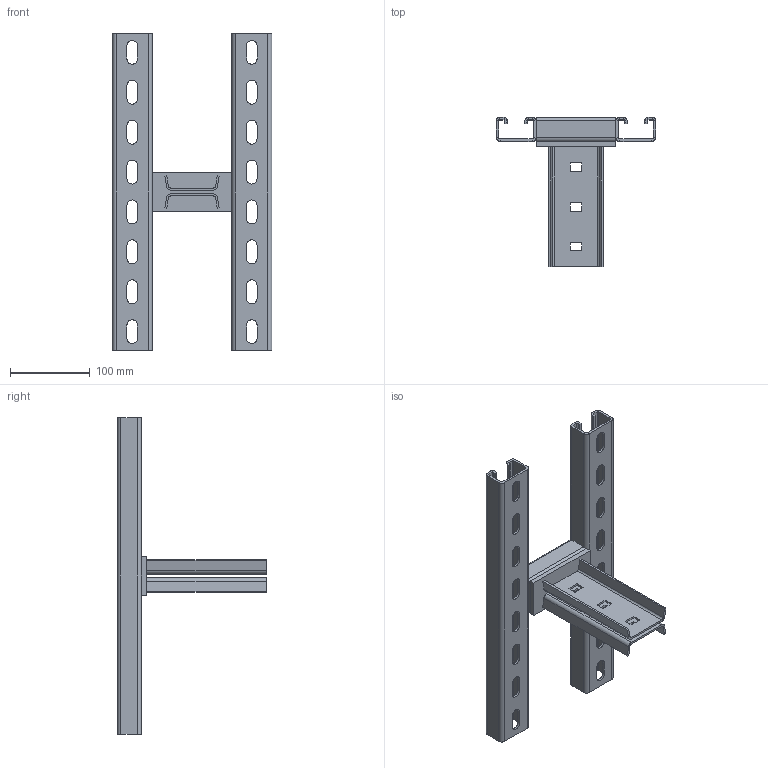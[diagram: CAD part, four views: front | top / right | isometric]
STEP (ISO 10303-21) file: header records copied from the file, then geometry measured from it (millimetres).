
FILE_DESCRIPTION (( 'STEP AP214' ), '1' );
FILE_NAME ('6347032.stp', '2017-12-07T10:19:57', ( '' ), ( '' ), 'SwSTEP 2.0', 'SolidWorks 2016', '' );
FILE_SCHEMA (( 'AUTOMOTIVE_DESIGN' ));
Length unit declared in the file: millimetre
Products named in the file (7): 036841_400; 037019_400; 036859_Standard; KTS 02.001-052_Standard; KTS 03.001-027_Spannlasche; KTS 02.020-003_Standard; 6347032
Assembly tree (7 placements, depth 3):
  6347032
    KTS 02.001-052_Standard
      KTS 02.020-003_Standard
      KTS 03.001-027_Spannlasche  x2
    036859_Standard
    037019_400
    036841_400
Bounding box: 200 x 186.5 x 397 mm (x, y, z)
Volume: 418975.6 mm3; surface area: 293328.7 mm2
Topology: 6 solids, 6 shells, 352 faces, 850 edges, 508 vertices
Faces by surface type: plane 228, cylinder 124
Entity records: 9430 total; most frequent: DIRECTION 1580, CARTESIAN_POINT 1515, ORIENTED_EDGE 1468, EDGE_CURVE 734, AXIS2_PLACEMENT_3D 533, VECTOR 514, LINE 514, VERTEX_POINT 436
